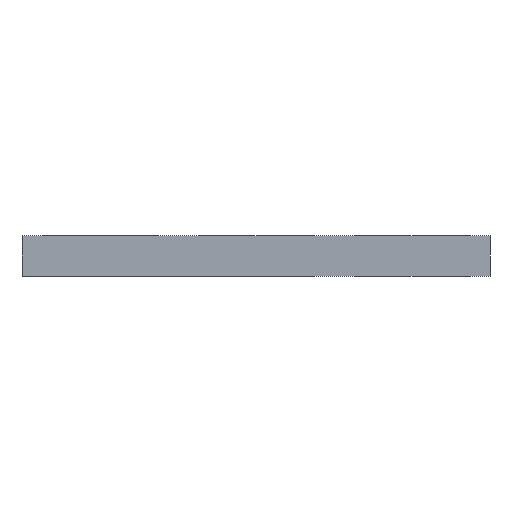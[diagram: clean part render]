
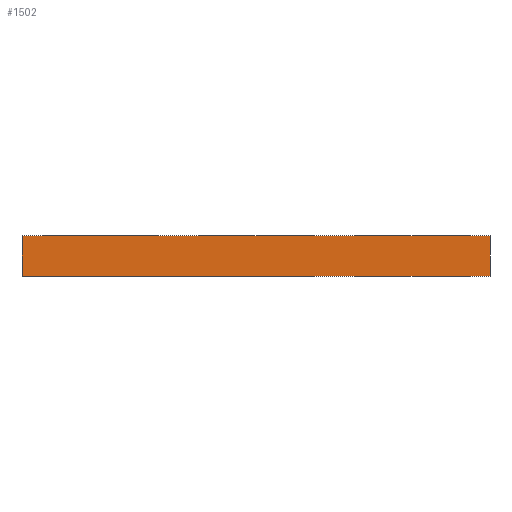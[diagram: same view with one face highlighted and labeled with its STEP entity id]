
A CAD part, left-side view. The second image highlights one B-rep face of the part: STEP entity #1502.
In plain terms, the highlighted planar face has unit normal (-1, 0, 0).
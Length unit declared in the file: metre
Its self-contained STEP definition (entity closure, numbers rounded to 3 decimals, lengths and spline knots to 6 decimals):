
#120=ORIENTED_EDGE('',*,*,#576,.F.);
#121=ORIENTED_EDGE('',*,*,#577,.F.);
#122=ORIENTED_EDGE('',*,*,#578,.T.);
#123=ORIENTED_EDGE('',*,*,#579,.T.);
#576=EDGE_CURVE('',#804,#805,#956,.T.);
#577=EDGE_CURVE('',#806,#804,#957,.T.);
#578=EDGE_CURVE('',#806,#807,#958,.T.);
#579=EDGE_CURVE('',#807,#805,#959,.T.);
#804=VERTEX_POINT('',#2204);
#805=VERTEX_POINT('',#2205);
#806=VERTEX_POINT('',#2207);
#807=VERTEX_POINT('',#2209);
#956=LINE('',#2203,#1112);
#957=LINE('',#2206,#1113);
#958=LINE('',#2208,#1114);
#959=LINE('',#2210,#1115);
#1112=VECTOR('',#1747,1.);
#1113=VECTOR('',#1748,1.);
#1114=VECTOR('',#1749,1.);
#1115=VECTOR('',#1750,1.);
#1268=EDGE_LOOP('',(#120,#121,#122,#123));
#1364=FACE_BOUND('',#1268,.T.);
#1460=PLANE('',#1593);
#1502=ADVANCED_FACE('',(#1364),#1460,.T.);
#1593=AXIS2_PLACEMENT_3D('',#2202,#1745,#1746);
#1745=DIRECTION('',(-1.,0.,0.));
#1746=DIRECTION('',(0.,0.,1.));
#1747=DIRECTION('',(0.,1.,0.));
#1748=DIRECTION('',(0.,0.,-1.));
#1749=DIRECTION('',(0.,1.,0.));
#1750=DIRECTION('',(0.,0.,-1.));
#2202=CARTESIAN_POINT('',(-0.028575,0.,0.018));
#2203=CARTESIAN_POINT('',(-0.028575,0.,0.013));
#2204=CARTESIAN_POINT('',(-0.028575,-0.028575,0.013));
#2205=CARTESIAN_POINT('',(-0.028575,0.028575,0.013));
#2206=CARTESIAN_POINT('',(-0.028575,-0.028575,0.018));
#2207=CARTESIAN_POINT('',(-0.028575,-0.028575,0.018));
#2208=CARTESIAN_POINT('',(-0.028575,0.,0.018));
#2209=CARTESIAN_POINT('',(-0.028575,0.028575,0.018));
#2210=CARTESIAN_POINT('',(-0.028575,0.028575,0.018));
